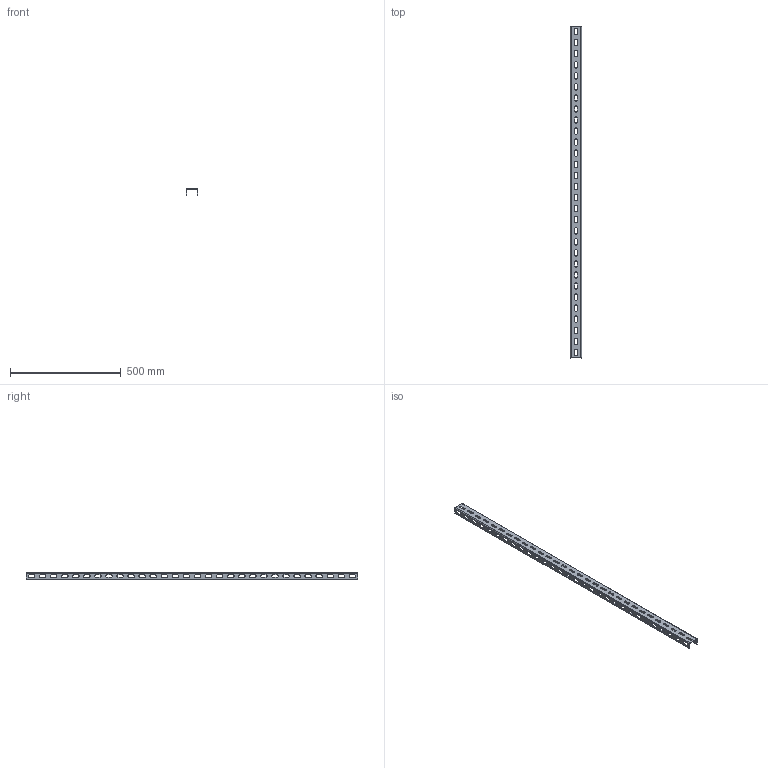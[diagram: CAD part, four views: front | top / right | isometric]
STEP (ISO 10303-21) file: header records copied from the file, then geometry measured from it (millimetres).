
FILE_DESCRIPTION((''),'2;1');
FILE_NAME('6342328','2012-07-24T',('AndreasKeweloh'),(''),'PRO/ENGINEER BY PARAMETRIC TECHNOLOGY CORPORATION, 2012130','PRO/ENGINEER BY PARAMETRIC TECHNOLOGY CORPORATION, 2012130','');
FILE_SCHEMA(('CONFIG_CONTROL_DESIGN'));
Length unit declared in the file: millimetre
Products named in the file (1): 6342328
Bounding box: 50 x 1500 x 30 mm (x, y, z)
Volume: 256836 mm3; surface area: 276311.7 mm2
Topology: 1 solids, 1 shells, 374 faces, 1116 edges, 744 vertices
Faces by surface type: plane 190, cylinder 184
Entity records: 13066 total; most frequent: CARTESIAN_POINT 2234, DIRECTION 2232, ORIENTED_EDGE 2232, EDGE_CURVE 1116, VECTOR 748, LINE 748, VERTEX_POINT 744, AXIS2_PLACEMENT_3D 742
